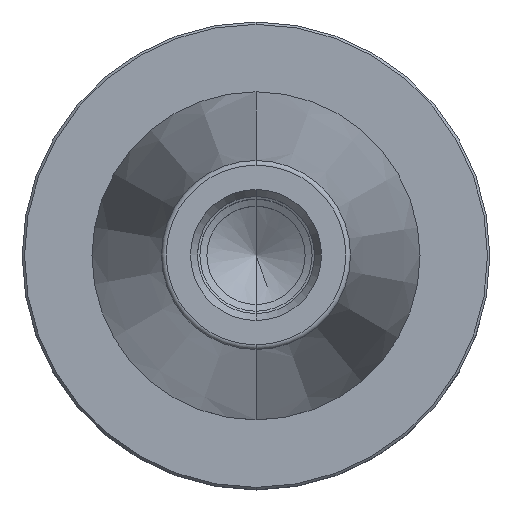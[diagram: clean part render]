
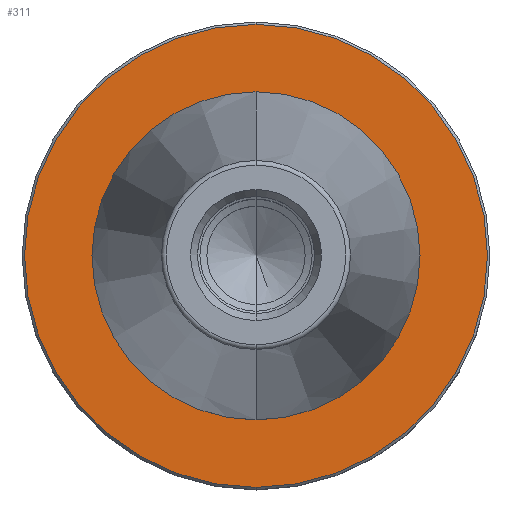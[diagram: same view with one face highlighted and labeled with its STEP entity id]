
A CAD part, top view. The second image highlights one B-rep face of the part: STEP entity #311.
In plain terms, the highlighted planar face has unit normal (0, 0, 1).
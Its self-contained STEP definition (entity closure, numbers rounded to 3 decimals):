
#311=ADVANCED_FACE('',(#855,#856),#857,.T.);
#331=EDGE_CURVE('',#521,#385,#878,.T.);
#369=EDGE_CURVE('',#441,#757,#921,.T.);
#385=VERTEX_POINT('',#938);
#441=VERTEX_POINT('',#999);
#521=VERTEX_POINT('',#1093);
#577=EDGE_CURVE('',#757,#441,#1156,.T.);
#757=VERTEX_POINT('',#1360);
#805=EDGE_CURVE('',#385,#521,#1413,.T.);
#855=FACE_OUTER_BOUND('',#1460,.T.);
#856=FACE_BOUND('',#1461,.T.);
#857=PLANE('',#1462);
#878=CIRCLE('',#1491,35.071);
#921=CIRCLE('',#1545,49.5);
#938=CARTESIAN_POINT('',(0.,-35.071,-3.0));
#999=CARTESIAN_POINT('',(0.0,49.5,-3.0));
#1093=CARTESIAN_POINT('',(0.0,35.071,-3.0));
#1156=CIRCLE('',#1853,49.5);
#1360=CARTESIAN_POINT('',(0.,-49.5,-3.0));
#1413=CIRCLE('',#2186,35.071);
#1460=EDGE_LOOP('',(#2240,#2241));
#1461=EDGE_LOOP('',(#2242,#2243));
#1462=AXIS2_PLACEMENT_3D('',#2244,#2245,#2246);
#1491=AXIS2_PLACEMENT_3D('',#2271,#2272,#2273);
#1545=AXIS2_PLACEMENT_3D('',#2328,#2329,#2330);
#1853=AXIS2_PLACEMENT_3D('',#2645,#2646,#2647);
#2186=AXIS2_PLACEMENT_3D('',#2972,#2973,#2974);
#2240=ORIENTED_EDGE('',*,*,#369,.F.);
#2241=ORIENTED_EDGE('',*,*,#577,.F.);
#2242=ORIENTED_EDGE('',*,*,#331,.T.);
#2243=ORIENTED_EDGE('',*,*,#805,.T.);
#2244=CARTESIAN_POINT('',(0.0,42.285,-3.0));
#2245=DIRECTION('',(-0.0,0.0,1.0));
#2246=DIRECTION('',(0.0,-1.0,0.0));
#2271=CARTESIAN_POINT('',(0.0,0.0,-3.0));
#2272=DIRECTION('',(0.0,0.0,-1.0));
#2273=DIRECTION('',(0.0,1.0,0.0));
#2328=CARTESIAN_POINT('',(0.0,0.0,-3.0));
#2329=DIRECTION('',(0.0,0.0,-1.0));
#2330=DIRECTION('',(0.0,1.0,0.0));
#2645=CARTESIAN_POINT('',(0.0,0.0,-3.0));
#2646=DIRECTION('',(0.0,0.0,-1.0));
#2647=DIRECTION('',(0.0,1.0,0.0));
#2972=CARTESIAN_POINT('',(0.0,0.0,-3.0));
#2973=DIRECTION('',(0.0,0.0,-1.0));
#2974=DIRECTION('',(0.0,1.0,0.0));
